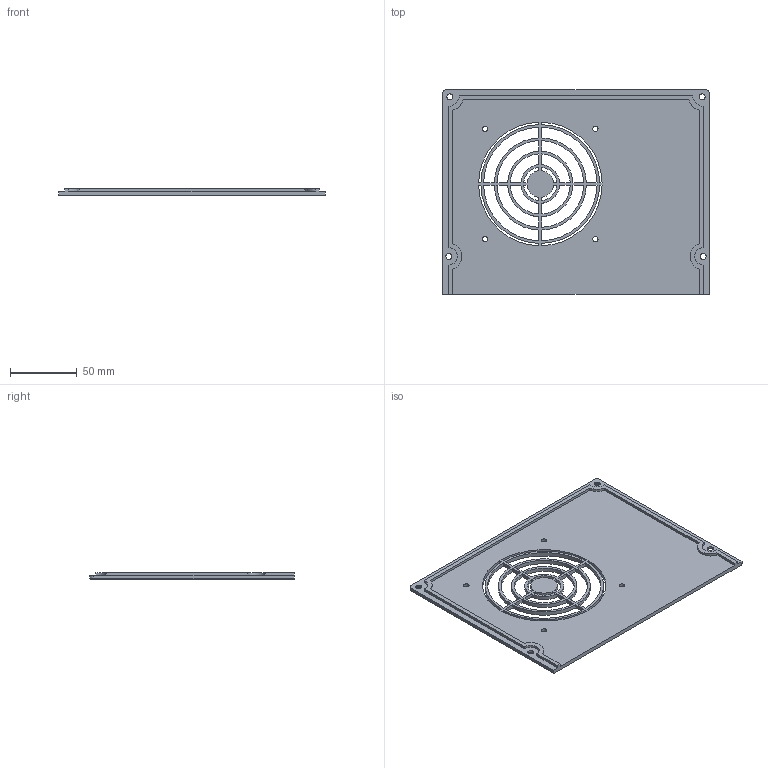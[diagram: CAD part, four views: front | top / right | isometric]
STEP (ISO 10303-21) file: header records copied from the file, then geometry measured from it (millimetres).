
FILE_DESCRIPTION(('FreeCAD Model'),'2;1');
FILE_NAME('Open CASCADE Shape Model','2023-05-13T15:11:13',(''),(''), 'Open CASCADE STEP processor 7.6','FreeCAD','Unknown');
FILE_SCHEMA(('AUTOMOTIVE_DESIGN { 1 0 10303 214 1 1 1 1 }'));
Length unit declared in the file: millimetre
Products named in the file (1): Body
Bounding box: 200 x 153.5 x 5 mm (x, y, z)
Volume: 80312.7 mm3; surface area: 61613.3 mm2
Topology: 1 solids, 1 shells, 125 faces, 361 edges, 238 vertices
Faces by surface type: cylinder 61, plane 58, cone 4, torus 2
Full cylindrical faces by diameter (mm): 4 x4, 4.5 x4
Entity records: 4273 total; most frequent: DIRECTION 741, CARTESIAN_POINT 725, ORIENTED_EDGE 722, EDGE_CURVE 361, AXIS2_PLACEMENT_3D 254, VERTEX_POINT 238, LINE 233, VECTOR 233
